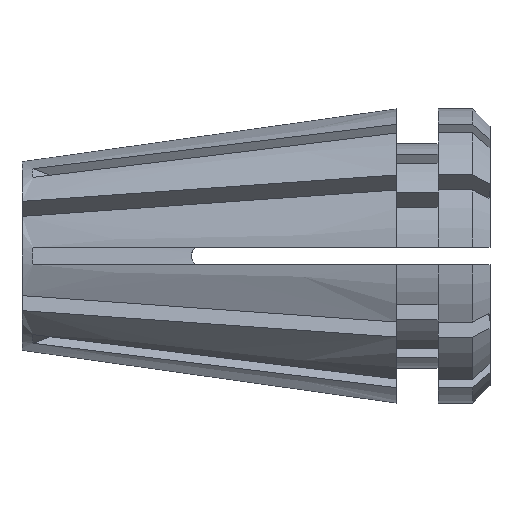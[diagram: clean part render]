
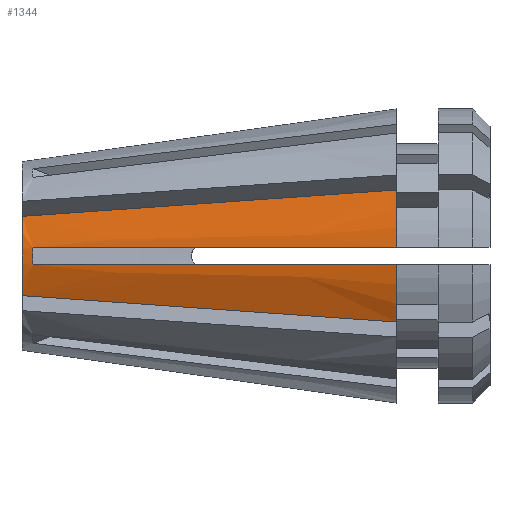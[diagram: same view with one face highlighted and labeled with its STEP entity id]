
A CAD part, front view. The second image highlights one B-rep face of the part: STEP entity #1344.
In plain terms, the highlighted conical face has half-angle 8 degrees and reference radius 4.25 mm.
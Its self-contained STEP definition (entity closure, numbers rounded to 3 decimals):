
#7 = CARTESIAN_POINT ( 'NONE',  ( 1.583, -2.675, 1.256 ) ) ;
#39 = CARTESIAN_POINT ( 'NONE',  ( 10.8, 0., 0. ) ) ;
#87 = CARTESIAN_POINT ( 'NONE',  ( 10.8, -3.8, -1.905 ) ) ;
#147 = EDGE_CURVE ( 'NONE', #1769, #648, #2771, .T. ) ;
#216 = FACE_OUTER_BOUND ( 'NONE', #2957, .T. ) ;
#289 = CIRCLE ( 'NONE', #901, 4.25 ) ;
#364 = CARTESIAN_POINT ( 'NONE',  ( 0.317, -2.766, -0.25 ) ) ;
#375 = DIRECTION ( 'NONE',  ( 0., 0., 1. ) ) ;
#388 = DIRECTION ( 'NONE',  ( -1., 0., 0. ) ) ;
#419 = CARTESIAN_POINT ( 'NONE',  ( 3.167, -2.868, -1.367 ) ) ;
#484 = B_SPLINE_CURVE_WITH_KNOTS ( 'NONE', 3,
 ( #554, #3156, #4153, #2176 ),
 .UNSPECIFIED., .F., .F.,
 ( 4, 4 ),
 ( 0., 0.001 ),
 .UNSPECIFIED. ) ;
#502 = VERTEX_POINT ( 'NONE', #3208 ) ;
#554 = CARTESIAN_POINT ( 'NONE',  ( 0.317, -2.766, -0.25 ) ) ;
#648 = VERTEX_POINT ( 'NONE', #3547 ) ;
#661 = VERTEX_POINT ( 'NONE', #1226 ) ;
#676 = CARTESIAN_POINT ( 'NONE',  ( 3.167, -2.868, 1.367 ) ) ;
#730 = DIRECTION ( 'NONE',  ( 1., 0., 0. ) ) ;
#741 = VERTEX_POINT ( 'NONE', #3304 ) ;
#758 = CARTESIAN_POINT ( 'NONE',  ( 4.75, -3.062, -1.479 ) ) ;
#821 = CARTESIAN_POINT ( 'NONE',  ( 3.812, -3.259, 0.25 ) ) ;
#859 = B_SPLINE_CURVE_WITH_KNOTS ( 'NONE', 3,
 ( #2277, #7, #676, #2940, #1018, #3278, #1337 ),
 .UNSPECIFIED., .F., .F.,
 ( 4, 3, 4 ),
 ( 0., 0.005, 0.011 ),
 .UNSPECIFIED. ) ;
#896 = CARTESIAN_POINT ( 'NONE',  ( 0.317, -2.766, -0.25 ) ) ;
#901 = AXIS2_PLACEMENT_3D ( 'NONE', #39, #2305, #375 ) ;
#1018 = CARTESIAN_POINT ( 'NONE',  ( 6.767, -3.308, 1.621 ) ) ;
#1057 = CARTESIAN_POINT ( 'NONE',  ( 1.583, -2.675, -1.256 ) ) ;
#1094 = CARTESIAN_POINT ( 'NONE',  ( 8.783, -3.554, -1.763 ) ) ;
#1226 = CARTESIAN_POINT ( 'NONE',  ( 0.317, -2.766, 0.25 ) ) ;
#1308 = VERTEX_POINT ( 'NONE', #364 ) ;
#1332 = AXIS2_PLACEMENT_3D ( 'NONE', #2322, #388, #2651 ) ;
#1337 = CARTESIAN_POINT ( 'NONE',  ( 10.8, -3.8, 1.905 ) ) ;
#1344 = ADVANCED_FACE ( 'NONE', ( #216 ), #3167, .T. ) ;
#1362 = B_SPLINE_CURVE_WITH_KNOTS ( 'NONE', 3,
 ( #2165, #4139, #2826, #896 ),
 .UNSPECIFIED., .F., .F.,
 ( 4, 4 ),
 ( 0.015, 0.025 ),
 .UNSPECIFIED. ) ;
#1391 = CARTESIAN_POINT ( 'NONE',  ( 10.8, 0., 0. ) ) ;
#1482 = CARTESIAN_POINT ( 'NONE',  ( 0., 0., 0. ) ) ;
#1564 = EDGE_CURVE ( 'NONE', #1769, #1595, #3749, .T. ) ;
#1595 = VERTEX_POINT ( 'NONE', #3511 ) ;
#1632 = ORIENTED_EDGE ( 'NONE', *, *, #147, .T. ) ;
#1661 = AXIS2_PLACEMENT_3D ( 'NONE', #1391, #730, #2993 ) ;
#1769 = VERTEX_POINT ( 'NONE', #2944 ) ;
#1781 = B_SPLINE_CURVE_WITH_KNOTS ( 'NONE', 3,
 ( #4063, #1797, #821, #3079 ),
 .UNSPECIFIED., .F., .F.,
 ( 4, 4 ),
 ( 0.015, 0.025 ),
 .UNSPECIFIED. ) ;
#1797 = CARTESIAN_POINT ( 'NONE',  ( 7.306, -3.751, 0.25 ) ) ;
#1817 = DIRECTION ( 'NONE',  ( 0., 0., 1. ) ) ;
#2112 = EDGE_CURVE ( 'NONE', #1308, #661, #484, .T. ) ;
#2165 = CARTESIAN_POINT ( 'NONE',  ( 10.8, -4.243, -0.25 ) ) ;
#2176 = CARTESIAN_POINT ( 'NONE',  ( 0.317, -2.766, 0.25 ) ) ;
#2239 = EDGE_CURVE ( 'NONE', #3268, #661, #1781, .T. ) ;
#2277 = CARTESIAN_POINT ( 'NONE',  ( 0., -2.481, 1.144 ) ) ;
#2305 = DIRECTION ( 'NONE',  ( -1., 0., 0. ) ) ;
#2322 = CARTESIAN_POINT ( 'NONE',  ( 10.8, 0., 0. ) ) ;
#2382 = ORIENTED_EDGE ( 'NONE', *, *, #2239, .F. ) ;
#2448 = CARTESIAN_POINT ( 'NONE',  ( 10.8, -4.243, 0.25 ) ) ;
#2481 = ORIENTED_EDGE ( 'NONE', *, *, #1564, .F. ) ;
#2496 = EDGE_CURVE ( 'NONE', #1595, #741, #859, .T. ) ;
#2614 = ORIENTED_EDGE ( 'NONE', *, *, #2496, .F. ) ;
#2651 = DIRECTION ( 'NONE',  ( 0., 0., 1. ) ) ;
#2684 = CARTESIAN_POINT ( 'NONE',  ( 0., -2.481, -1.144 ) ) ;
#2771 = B_SPLINE_CURVE_WITH_KNOTS ( 'NONE', 3,
 ( #2684, #1057, #419, #758, #3022, #1094, #87 ),
 .UNSPECIFIED., .F., .F.,
 ( 4, 3, 4 ),
 ( 0., 0.005, 0.011 ),
 .UNSPECIFIED. ) ;
#2786 = ORIENTED_EDGE ( 'NONE', *, *, #3880, .T. ) ;
#2826 = CARTESIAN_POINT ( 'NONE',  ( 3.812, -3.259, -0.25 ) ) ;
#2940 = CARTESIAN_POINT ( 'NONE',  ( 4.75, -3.062, 1.479 ) ) ;
#2944 = CARTESIAN_POINT ( 'NONE',  ( 0., -2.481, -1.144 ) ) ;
#2957 = EDGE_LOOP ( 'NONE', ( #2481, #1632, #2786, #3517, #4135, #2382, #3087, #2614 ) ) ;
#2993 = DIRECTION ( 'NONE',  ( 0., 0., -1. ) ) ;
#3022 = CARTESIAN_POINT ( 'NONE',  ( 6.767, -3.308, -1.621 ) ) ;
#3079 = CARTESIAN_POINT ( 'NONE',  ( 0.317, -2.766, 0.25 ) ) ;
#3087 = ORIENTED_EDGE ( 'NONE', *, *, #3893, .T. ) ;
#3156 = CARTESIAN_POINT ( 'NONE',  ( 0.294, -2.778, -0.083 ) ) ;
#3167 = CONICAL_SURFACE ( 'NONE', #1661, 4.25, 0.14 ) ;
#3178 = AXIS2_PLACEMENT_3D ( 'NONE', #1482, #3763, #1817 ) ;
#3208 = CARTESIAN_POINT ( 'NONE',  ( 10.8, -4.243, -0.25 ) ) ;
#3268 = VERTEX_POINT ( 'NONE', #2448 ) ;
#3278 = CARTESIAN_POINT ( 'NONE',  ( 8.783, -3.554, 1.763 ) ) ;
#3304 = CARTESIAN_POINT ( 'NONE',  ( 10.8, -3.8, 1.905 ) ) ;
#3350 = EDGE_CURVE ( 'NONE', #502, #1308, #1362, .T. ) ;
#3511 = CARTESIAN_POINT ( 'NONE',  ( 0., -2.481, 1.144 ) ) ;
#3517 = ORIENTED_EDGE ( 'NONE', *, *, #3350, .T. ) ;
#3547 = CARTESIAN_POINT ( 'NONE',  ( 10.8, -3.8, -1.905 ) ) ;
#3749 = CIRCLE ( 'NONE', #3178, 2.732 ) ;
#3763 = DIRECTION ( 'NONE',  ( -1., 0., 0. ) ) ;
#3769 = CIRCLE ( 'NONE', #1332, 4.25 ) ;
#3880 = EDGE_CURVE ( 'NONE', #648, #502, #289, .T. ) ;
#3893 = EDGE_CURVE ( 'NONE', #3268, #741, #3769, .T. ) ;
#4063 = CARTESIAN_POINT ( 'NONE',  ( 10.8, -4.243, 0.25 ) ) ;
#4135 = ORIENTED_EDGE ( 'NONE', *, *, #2112, .T. ) ;
#4139 = CARTESIAN_POINT ( 'NONE',  ( 7.306, -3.751, -0.25 ) ) ;
#4153 = CARTESIAN_POINT ( 'NONE',  ( 0.294, -2.778, 0.083 ) ) ;
